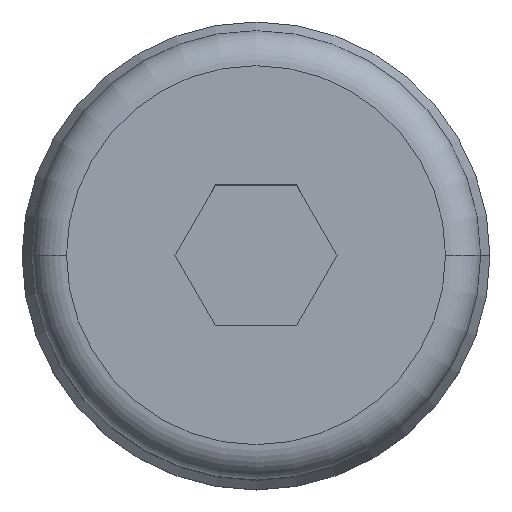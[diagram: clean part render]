
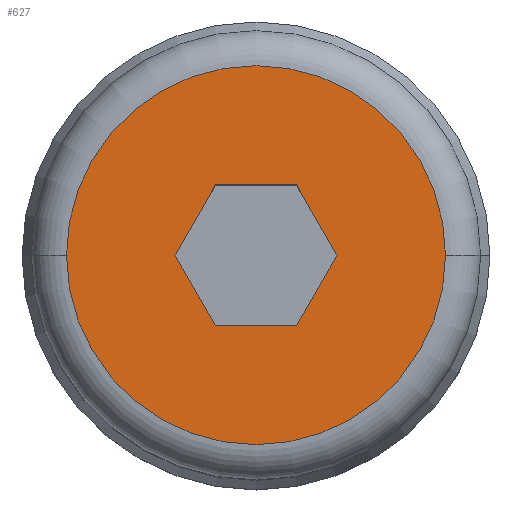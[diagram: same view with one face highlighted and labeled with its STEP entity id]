
A CAD part, top view. The second image highlights one B-rep face of the part: STEP entity #627.
In plain terms, the highlighted planar face has unit normal (0, 0, 1).
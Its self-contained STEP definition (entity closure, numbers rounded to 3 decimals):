
#34 = FACE_BOUND ( 'NONE', #368, .T. ) ;
#39 = VERTEX_POINT ( 'NONE', #991 ) ;
#40 = EDGE_CURVE ( 'NONE', #1150, #190, #289, .T. ) ;
#51 = LINE ( 'NONE', #270, #589 ) ;
#76 = CARTESIAN_POINT ( 'NONE',  ( 9.6, 0., 21.571 ) ) ;
#87 = VERTEX_POINT ( 'NONE', #430 ) ;
#91 = DIRECTION ( 'NONE',  ( 0., 0., 1. ) ) ;
#93 = VECTOR ( 'NONE', #687, 1000. ) ;
#133 = CARTESIAN_POINT ( 'NONE',  ( -1.732, 3., 21.571 ) ) ;
#137 = EDGE_CURVE ( 'NONE', #190, #39, #277, .T. ) ;
#156 = DIRECTION ( 'NONE',  ( 1., 0., 0. ) ) ;
#159 = CARTESIAN_POINT ( 'NONE',  ( -1.732, 3., 21.571 ) ) ;
#160 = CIRCLE ( 'NONE', #894, 8.1 ) ;
#163 = VECTOR ( 'NONE', #1113, 1000. ) ;
#165 = CARTESIAN_POINT ( 'NONE',  ( 1.732, 3., 21.571 ) ) ;
#190 = VERTEX_POINT ( 'NONE', #273 ) ;
#207 = VERTEX_POINT ( 'NONE', #165 ) ;
#225 = ORIENTED_EDGE ( 'NONE', *, *, #545, .T. ) ;
#270 = CARTESIAN_POINT ( 'NONE',  ( 1.732, -3., 21.571 ) ) ;
#273 = CARTESIAN_POINT ( 'NONE',  ( -3.464, 0., 21.571 ) ) ;
#277 = LINE ( 'NONE', #477, #163 ) ;
#289 = LINE ( 'NONE', #159, #363 ) ;
#292 = ORIENTED_EDGE ( 'NONE', *, *, #489, .F. ) ;
#359 = CARTESIAN_POINT ( 'NONE',  ( 3.464, 0., 21.571 ) ) ;
#363 = VECTOR ( 'NONE', #706, 1000. ) ;
#368 = EDGE_LOOP ( 'NONE', ( #496, #716, #292, #428, #787, #611 ) ) ;
#378 = VECTOR ( 'NONE', #1176, 1000. ) ;
#412 = CARTESIAN_POINT ( 'NONE',  ( 1.732, -3., 21.571 ) ) ;
#428 = ORIENTED_EDGE ( 'NONE', *, *, #669, .F. ) ;
#430 = CARTESIAN_POINT ( 'NONE',  ( -8.1, 0., 21.571 ) ) ;
#439 = VERTEX_POINT ( 'NONE', #412 ) ;
#447 = DIRECTION ( 'NONE',  ( 1., 0., 0. ) ) ;
#450 = AXIS2_PLACEMENT_3D ( 'NONE', #623, #701, #156 ) ;
#477 = CARTESIAN_POINT ( 'NONE',  ( -3.464, 0., 21.571 ) ) ;
#489 = EDGE_CURVE ( 'NONE', #735, #207, #1106, .T. ) ;
#496 = ORIENTED_EDGE ( 'NONE', *, *, #40, .F. ) ;
#508 = LINE ( 'NONE', #522, #378 ) ;
#522 = CARTESIAN_POINT ( 'NONE',  ( -1.732, -3., 21.571 ) ) ;
#545 = EDGE_CURVE ( 'NONE', #1038, #87, #591, .T. ) ;
#551 = DIRECTION ( 'NONE',  ( 1., 0., 0. ) ) ;
#589 = VECTOR ( 'NONE', #629, 1000. ) ;
#591 = CIRCLE ( 'NONE', #450, 8.1 ) ;
#611 = ORIENTED_EDGE ( 'NONE', *, *, #137, .F. ) ;
#613 = EDGE_CURVE ( 'NONE', #39, #439, #508, .T. ) ;
#620 = CARTESIAN_POINT ( 'NONE',  ( 0., 0., 21.571 ) ) ;
#623 = CARTESIAN_POINT ( 'NONE',  ( 0., 0., 21.571 ) ) ;
#627 = ADVANCED_FACE ( 'NONE', ( #698, #34 ), #1084, .T. ) ;
#629 = DIRECTION ( 'NONE',  ( 0.5, 0.866, 0. ) ) ;
#649 = LINE ( 'NONE', #976, #93 ) ;
#669 = EDGE_CURVE ( 'NONE', #439, #735, #51, .T. ) ;
#687 = DIRECTION ( 'NONE',  ( -1., 0., 0. ) ) ;
#698 = FACE_OUTER_BOUND ( 'NONE', #916, .T. ) ;
#701 = DIRECTION ( 'NONE',  ( 0., 0., 1. ) ) ;
#706 = DIRECTION ( 'NONE',  ( -0.5, -0.866, 0. ) ) ;
#716 = ORIENTED_EDGE ( 'NONE', *, *, #1115, .F. ) ;
#722 = DIRECTION ( 'NONE',  ( 0., 0., 1. ) ) ;
#723 = AXIS2_PLACEMENT_3D ( 'NONE', #76, #91, #551 ) ;
#735 = VERTEX_POINT ( 'NONE', #359 ) ;
#787 = ORIENTED_EDGE ( 'NONE', *, *, #613, .F. ) ;
#840 = ORIENTED_EDGE ( 'NONE', *, *, #1195, .T. ) ;
#875 = DIRECTION ( 'NONE',  ( -0.5, 0.866, 0. ) ) ;
#894 = AXIS2_PLACEMENT_3D ( 'NONE', #620, #722, #447 ) ;
#916 = EDGE_LOOP ( 'NONE', ( #225, #840 ) ) ;
#964 = CARTESIAN_POINT ( 'NONE',  ( 3.464, 0., 21.571 ) ) ;
#969 = VECTOR ( 'NONE', #875, 1000. ) ;
#976 = CARTESIAN_POINT ( 'NONE',  ( 1.732, 3., 21.571 ) ) ;
#991 = CARTESIAN_POINT ( 'NONE',  ( -1.732, -3., 21.571 ) ) ;
#1038 = VERTEX_POINT ( 'NONE', #1070 ) ;
#1070 = CARTESIAN_POINT ( 'NONE',  ( 8.1, 0., 21.571 ) ) ;
#1084 = PLANE ( 'NONE',  #723 ) ;
#1106 = LINE ( 'NONE', #964, #969 ) ;
#1113 = DIRECTION ( 'NONE',  ( 0.5, -0.866, 0. ) ) ;
#1115 = EDGE_CURVE ( 'NONE', #207, #1150, #649, .T. ) ;
#1150 = VERTEX_POINT ( 'NONE', #133 ) ;
#1176 = DIRECTION ( 'NONE',  ( 1., 0., 0. ) ) ;
#1195 = EDGE_CURVE ( 'NONE', #87, #1038, #160, .T. ) ;
